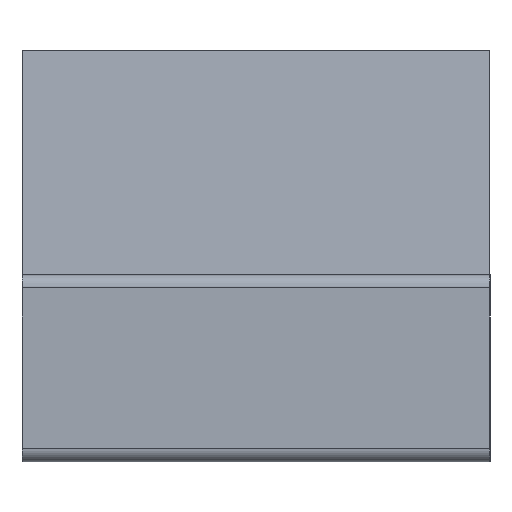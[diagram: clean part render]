
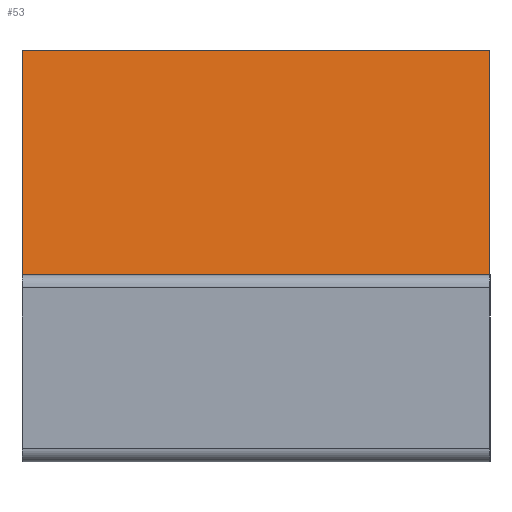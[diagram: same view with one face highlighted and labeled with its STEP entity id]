
A CAD part, left-side view. The second image highlights one B-rep face of the part: STEP entity #53.
In plain terms, the highlighted planar face has unit normal (-0.995, 0, 0.102).
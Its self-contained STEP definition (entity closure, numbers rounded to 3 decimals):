
#20=ORIENTED_EDGE('',*,*,#21,.T.);
#21=EDGE_CURVE('',#22,#24,#26,.T.);
#22=VERTEX_POINT('',#23);
#23=CARTESIAN_POINT('',(-0.65,-0.625,0.465));
#24=VERTEX_POINT('',#25);
#25=CARTESIAN_POINT('',(-0.585,-0.625,1.1));
#26=LINE('',#23,#27);
#27=VECTOR('',#28,1.);
#28=DIRECTION('',(0.102,0.,0.995));
#53=ADVANCED_FACE('',(#54),#82,.T.);
#54=FACE_BOUND('',#55,.T.);
#55=EDGE_LOOP('',(#56,#65,#72,#20,#74,#79));
#56=ORIENTED_EDGE('',*,*,#57,.T.);
#57=EDGE_CURVE('',#58,#60,#62,.T.);
#58=VERTEX_POINT('',#59);
#59=CARTESIAN_POINT('',(-0.65,0.625,0.465));
#60=VERTEX_POINT('',#61);
#61=CARTESIAN_POINT('',(-0.65,0.469,0.465));
#62=LINE('',#59,#63);
#63=VECTOR('',#64,1.);
#64=DIRECTION('',(0.,-1.,0.));
#65=ORIENTED_EDGE('',*,*,#66,.F.);
#66=EDGE_CURVE('',#67,#60,#69,.T.);
#67=VERTEX_POINT('',#68);
#68=CARTESIAN_POINT('',(-0.65,-0.469,0.465));
#69=LINE('',#23,#70);
#70=VECTOR('',#71,1.);
#71=DIRECTION('',(0.,1.,0.));
#72=ORIENTED_EDGE('',*,*,#73,.T.);
#73=EDGE_CURVE('',#67,#22,#62,.T.);
#74=ORIENTED_EDGE('',*,*,#75,.F.);
#75=EDGE_CURVE('',#76,#24,#78,.T.);
#76=VERTEX_POINT('',#77);
#77=CARTESIAN_POINT('',(-0.585,0.625,1.1));
#78=LINE('',#77,#63);
#79=ORIENTED_EDGE('',*,*,#80,.F.);
#80=EDGE_CURVE('',#58,#76,#81,.T.);
#81=LINE('',#59,#27);
#82=PLANE('',#83);
#83=AXIS2_PLACEMENT_3D('',#59,#84,#28);
#84=DIRECTION('',(-0.995,0.,0.102));
